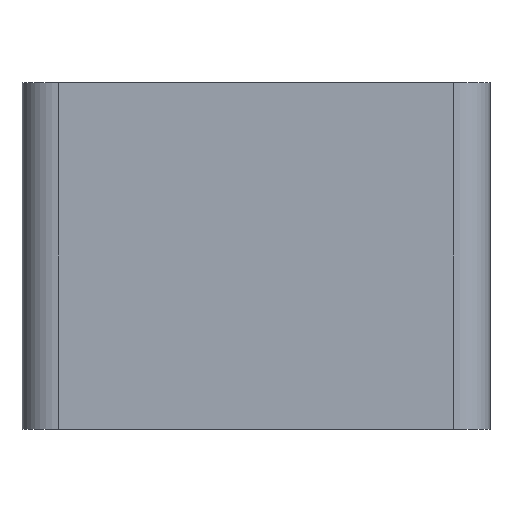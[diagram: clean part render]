
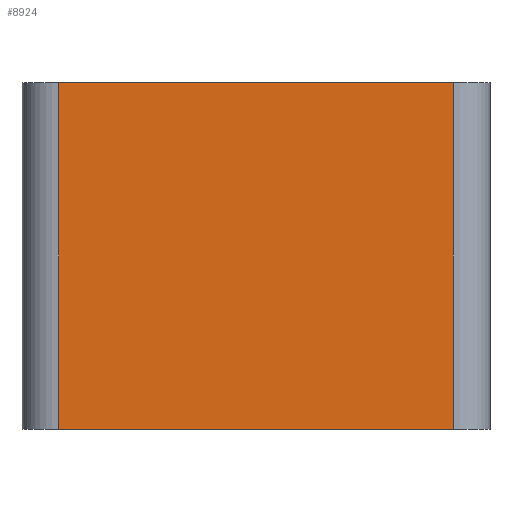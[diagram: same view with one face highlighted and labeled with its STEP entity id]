
A CAD part, left-side view. The second image highlights one B-rep face of the part: STEP entity #8924.
In plain terms, the highlighted planar face has unit normal (-1, 0, 0).
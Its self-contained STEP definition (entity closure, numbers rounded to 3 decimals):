
#236 = EDGE_CURVE ( 'NONE', #5986, #10029, #8181, .T. ) ;
#525 = LINE ( 'NONE', #1852, #9836 ) ;
#1355 = EDGE_LOOP ( 'NONE', ( #3653, #6938, #6882, #1865 ) ) ;
#1631 = EDGE_CURVE ( 'NONE', #3643, #8806, #2085, .T. ) ;
#1852 = CARTESIAN_POINT ( 'NONE',  ( -23.5, 58.5, 0. ) ) ;
#1865 = ORIENTED_EDGE ( 'NONE', *, *, #3752, .T. ) ;
#1904 = CARTESIAN_POINT ( 'NONE',  ( -23.5, 5., 23.5 ) ) ;
#1966 = CARTESIAN_POINT ( 'NONE',  ( -23.5, 63.5, -18.5 ) ) ;
#1977 = VECTOR ( 'NONE', #7031, 1000. ) ;
#2040 = DIRECTION ( 'NONE',  ( 0., -1., 0. ) ) ;
#2085 = LINE ( 'NONE', #2973, #9560 ) ;
#2146 = DIRECTION ( 'NONE',  ( 0., 0., -1. ) ) ;
#2671 = VECTOR ( 'NONE', #2040, 1000. ) ;
#2791 = DIRECTION ( 'NONE',  ( 1., 0., 0. ) ) ;
#2973 = CARTESIAN_POINT ( 'NONE',  ( -23.5, 63.5, 23.5 ) ) ;
#3643 = VERTEX_POINT ( 'NONE', #7911 ) ;
#3653 = ORIENTED_EDGE ( 'NONE', *, *, #1631, .F. ) ;
#3752 = EDGE_CURVE ( 'NONE', #10029, #8806, #4134, .T. ) ;
#4134 = LINE ( 'NONE', #7809, #1977 ) ;
#5841 = EDGE_CURVE ( 'NONE', #3643, #5986, #525, .T. ) ;
#5899 = CARTESIAN_POINT ( 'NONE',  ( -23.5, 63.5, -23.5 ) ) ;
#5986 = VERTEX_POINT ( 'NONE', #7748 ) ;
#6880 = PLANE ( 'NONE',  #8241 ) ;
#6882 = ORIENTED_EDGE ( 'NONE', *, *, #236, .T. ) ;
#6938 = ORIENTED_EDGE ( 'NONE', *, *, #5841, .T. ) ;
#7031 = DIRECTION ( 'NONE',  ( 0., 0., 1. ) ) ;
#7179 = FACE_OUTER_BOUND ( 'NONE', #1355, .T. ) ;
#7748 = CARTESIAN_POINT ( 'NONE',  ( -23.5, 58.5, -23.5 ) ) ;
#7809 = CARTESIAN_POINT ( 'NONE',  ( -23.5, 5., -18.5 ) ) ;
#7911 = CARTESIAN_POINT ( 'NONE',  ( -23.5, 58.5, 23.5 ) ) ;
#8181 = LINE ( 'NONE', #5899, #2671 ) ;
#8241 = AXIS2_PLACEMENT_3D ( 'NONE', #1966, #2791, #2146 ) ;
#8783 = CARTESIAN_POINT ( 'NONE',  ( -23.5, 5., -23.5 ) ) ;
#8806 = VERTEX_POINT ( 'NONE', #1904 ) ;
#8924 = ADVANCED_FACE ( 'NONE', ( #7179 ), #6880, .F. ) ;
#9269 = DIRECTION ( 'NONE',  ( 0., 0., -1. ) ) ;
#9560 = VECTOR ( 'NONE', #10388, 1000. ) ;
#9836 = VECTOR ( 'NONE', #9269, 1000. ) ;
#10029 = VERTEX_POINT ( 'NONE', #8783 ) ;
#10388 = DIRECTION ( 'NONE',  ( 0., -1., 0. ) ) ;
